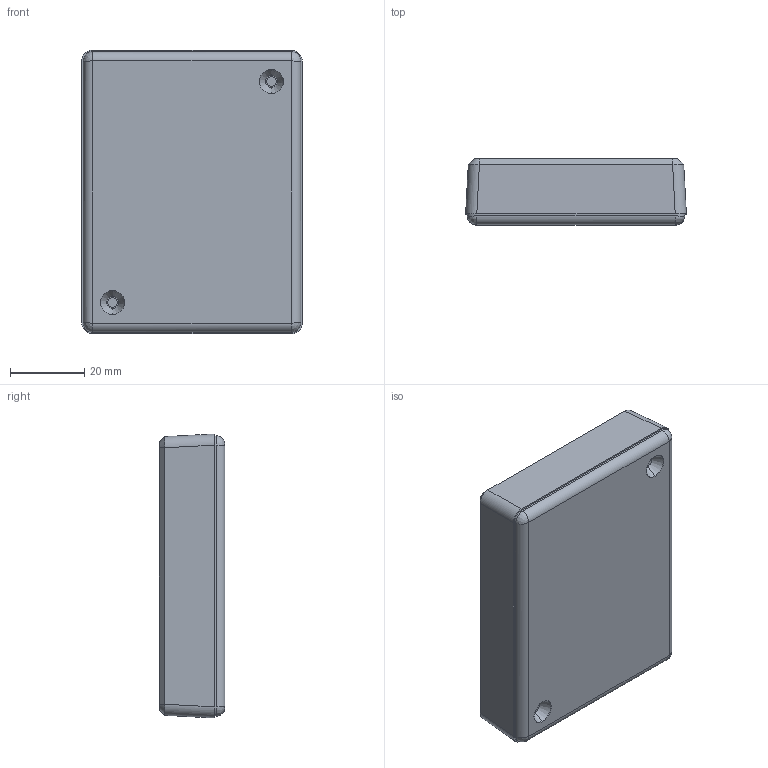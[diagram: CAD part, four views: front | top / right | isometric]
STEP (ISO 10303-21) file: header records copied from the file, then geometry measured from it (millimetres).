
FILE_DESCRIPTION (( 'STEP AP203' ), '1' );
FILE_NAME ('KM-14 (3D model).STEP', '2025-02-26T15:05:16', ( '' ), ( '' ), 'SwSTEP 2.0', 'SolidWorks 2023', '' );
FILE_SCHEMA (( 'CONFIG_CONTROL_DESIGN' ));
Length unit declared in the file: millimetre
Products named in the file (3): korpus; KM-14 (3D model); pokrywa
Assembly tree (2 placements, depth 2):
  KM-14 (3D model)
    korpus
    pokrywa
Bounding box: 59.3 x 17.7 x 76.3 mm (x, y, z)
Volume: 28065.4 mm3; surface area: 26510 mm2
Topology: 2 solids, 2 shells, 100 faces, 232 edges, 144 vertices
Faces by surface type: plane 44, cylinder 32, cone 12, bspline 12
Entity records: 4449 total; most frequent: CARTESIAN_POINT 1969, ORIENTED_EDGE 456, DIRECTION 430, EDGE_CURVE 228, AXIS2_PLACEMENT_3D 153, VERTEX_POINT 144, LINE 124, VECTOR 124
